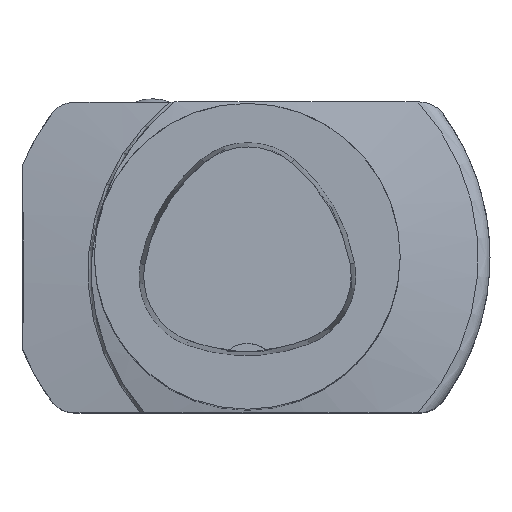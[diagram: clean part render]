
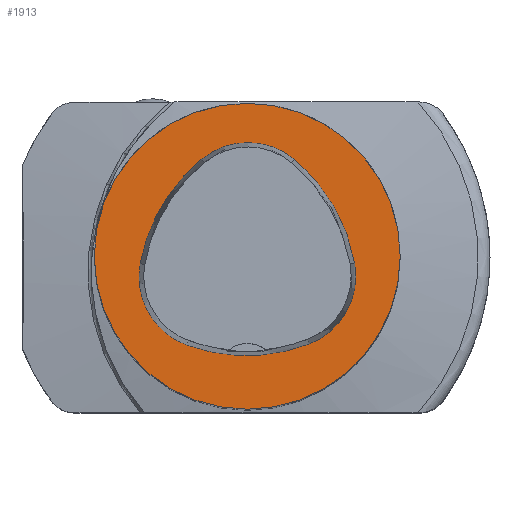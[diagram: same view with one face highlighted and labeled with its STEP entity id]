
A CAD part, top view. The second image highlights one B-rep face of the part: STEP entity #1913.
In plain terms, the highlighted planar face has unit normal (0, 0, 1).
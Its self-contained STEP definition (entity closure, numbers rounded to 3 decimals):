
#1347=PLANE('',#6126);
#1913=ADVANCED_FACE('',(#2259,#2260),#1347,.T.);
#2259=FACE_BOUND('',#2359,.T.);
#2260=FACE_BOUND('',#2360,.T.);
#2359=EDGE_LOOP('',(#2774,#2775,#2776,#2777,#2778,#2779));
#2360=EDGE_LOOP('',(#2780));
#2774=ORIENTED_EDGE('',*,*,#5070,.T.);
#2775=ORIENTED_EDGE('',*,*,#5068,.T.);
#2776=ORIENTED_EDGE('',*,*,#5066,.T.);
#2777=ORIENTED_EDGE('',*,*,#5064,.T.);
#2778=ORIENTED_EDGE('',*,*,#5062,.T.);
#2779=ORIENTED_EDGE('',*,*,#5060,.T.);
#2780=ORIENTED_EDGE('',*,*,#5083,.F.);
#4466=VERTEX_POINT('',#8104);
#4467=VERTEX_POINT('',#8106);
#4468=VERTEX_POINT('',#8110);
#4469=VERTEX_POINT('',#8114);
#4470=VERTEX_POINT('',#8118);
#4471=VERTEX_POINT('',#8122);
#4480=VERTEX_POINT('',#8154);
#5060=EDGE_CURVE('',#4467,#4466,#5928,.T.);
#5062=EDGE_CURVE('',#4468,#4467,#5929,.T.);
#5064=EDGE_CURVE('',#4469,#4468,#5930,.T.);
#5066=EDGE_CURVE('',#4470,#4469,#5931,.T.);
#5068=EDGE_CURVE('',#4471,#4470,#5932,.T.);
#5070=EDGE_CURVE('',#4466,#4471,#5933,.T.);
#5083=EDGE_CURVE('',#4480,#4480,#5934,.T.);
#5928=CIRCLE('',#6103,36.);
#5929=CIRCLE('',#6105,15.);
#5930=CIRCLE('',#6107,36.);
#5931=CIRCLE('',#6109,15.);
#5932=CIRCLE('',#6111,36.);
#5933=CIRCLE('',#6113,15.);
#5934=CIRCLE('',#6125,31.5);
#6103=AXIS2_PLACEMENT_3D('',#8105,#6608,#6609);
#6105=AXIS2_PLACEMENT_3D('',#8109,#6613,#6614);
#6107=AXIS2_PLACEMENT_3D('',#8113,#6618,#6619);
#6109=AXIS2_PLACEMENT_3D('',#8117,#6623,#6624);
#6111=AXIS2_PLACEMENT_3D('',#8121,#6628,#6629);
#6113=AXIS2_PLACEMENT_3D('',#8125,#6633,#6634);
#6125=AXIS2_PLACEMENT_3D('',#8153,#6665,#6666);
#6126=AXIS2_PLACEMENT_3D('',#8155,#6667,#6668);
#6608=DIRECTION('',(0.,0.,-1.));
#6609=DIRECTION('',(-1.,0.,0.));
#6613=DIRECTION('',(0.,0.,-1.));
#6614=DIRECTION('',(-1.,0.,0.));
#6618=DIRECTION('',(0.,0.,-1.));
#6619=DIRECTION('',(-1.,0.,0.));
#6623=DIRECTION('',(0.,0.,-1.));
#6624=DIRECTION('',(-1.,0.,0.));
#6628=DIRECTION('',(0.,0.,-1.));
#6629=DIRECTION('',(-1.,0.,0.));
#6633=DIRECTION('',(0.,0.,-1.));
#6634=DIRECTION('',(-1.,0.,0.));
#6665=DIRECTION('',(0.,0.,-1.));
#6666=DIRECTION('',(-1.,0.,0.));
#6667=DIRECTION('',(0.,0.,1.));
#6668=DIRECTION('',(1.,0.,0.));
#8104=CARTESIAN_POINT('',(-12.373,-18.307,0.));
#8105=CARTESIAN_POINT('',(-0.137,15.55,0.));
#8106=CARTESIAN_POINT('',(12.693,-18.087,0.));
#8109=CARTESIAN_POINT('',(7.347,-4.071,0.));
#8110=CARTESIAN_POINT('',(22.122,-1.48,0.));
#8113=CARTESIAN_POINT('',(-13.337,-7.7,0.));
#8114=CARTESIAN_POINT('',(9.779,19.898,0.));
#8117=CARTESIAN_POINT('',(0.148,8.399,0.));
#8118=CARTESIAN_POINT('',(-9.317,20.036,0.));
#8121=CARTESIAN_POINT('',(13.398,-7.893,0.));
#8122=CARTESIAN_POINT('',(-22.041,-1.562,0.));
#8125=CARTESIAN_POINT('',(-7.275,-4.2,0.));
#8153=CARTESIAN_POINT('',(0.,0.,0.));
#8154=CARTESIAN_POINT('',(-31.5,0.,0.));
#8155=CARTESIAN_POINT('',(0.,0.,0.));
